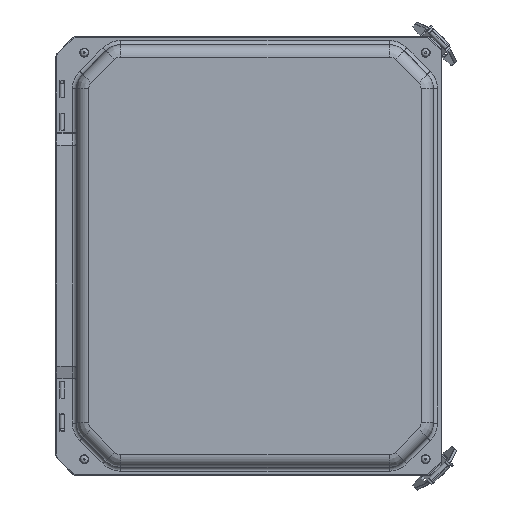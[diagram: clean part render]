
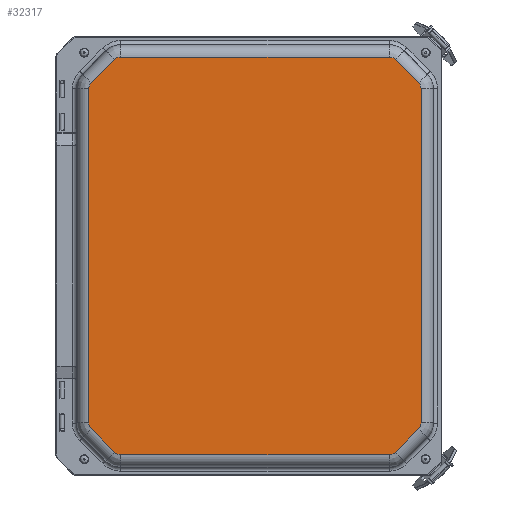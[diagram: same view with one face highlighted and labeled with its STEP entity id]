
A CAD part, top view. The second image highlights one B-rep face of the part: STEP entity #32317.
In plain terms, the highlighted planar face has unit normal (0, 0, 1).
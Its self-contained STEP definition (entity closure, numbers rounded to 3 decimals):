
#4274=LINE($,#71966,#6383);
#4277=LINE($,#71973,#6386);
#4278=LINE($,#72002,#6387);
#4279=LINE($,#72006,#6388);
#4280=LINE($,#72036,#6389);
#4282=LINE($,#72042,#6391);
#4283=LINE($,#72071,#6392);
#4284=LINE($,#72075,#6393);
#6383=VECTOR($,#45175,8.235);
#6386=VECTOR($,#45182,1.013);
#6387=VECTOR($,#45197,1.013);
#6388=VECTOR($,#45202,10.237);
#6389=VECTOR($,#45217,10.237);
#6391=VECTOR($,#45223,1.013);
#6392=VECTOR($,#45238,1.013);
#6393=VECTOR($,#45243,8.235);
#7164=PLANE($,#36053);
#9192=FACE_OUTER_BOUND($,#11332,.T.);
#11332=EDGE_LOOP($,(#29027,#29028,#29029,#29030,#29031,#29032,#29033,#29034,
#29035,#29036,#29037,#29038,#29039,#29040,#29041,#29042));
#13004=CIRCLE($,#36016,0.254);
#13010=CIRCLE($,#36024,0.254);
#13013=CIRCLE($,#36027,0.254);
#13017=CIRCLE($,#36033,0.254);
#13020=CIRCLE($,#36036,0.254);
#13024=CIRCLE($,#36042,0.254);
#13027=CIRCLE($,#36045,0.254);
#13030=CIRCLE($,#36050,0.254);
#15670=VERTEX_POINT($,#71956);
#15671=VERTEX_POINT($,#71958);
#15673=VERTEX_POINT($,#71964);
#15674=VERTEX_POINT($,#71969);
#15676=VERTEX_POINT($,#71983);
#15677=VERTEX_POINT($,#71995);
#15678=VERTEX_POINT($,#72000);
#15679=VERTEX_POINT($,#72004);
#15680=VERTEX_POINT($,#72016);
#15681=VERTEX_POINT($,#72028);
#15683=VERTEX_POINT($,#72034);
#15684=VERTEX_POINT($,#72038);
#15686=VERTEX_POINT($,#72052);
#15687=VERTEX_POINT($,#72064);
#15688=VERTEX_POINT($,#72069);
#15689=VERTEX_POINT($,#72073);
#20176=EDGE_CURVE($,#15670,#15671,#13004,.T.);
#20180=EDGE_CURVE($,#15673,#15670,#4274,.T.);
#20184=EDGE_CURVE($,#15671,#15674,#4277,.T.);
#20186=EDGE_CURVE($,#15676,#15673,#13010,.T.);
#20189=EDGE_CURVE($,#15674,#15677,#13013,.T.);
#20191=EDGE_CURVE($,#15678,#15676,#4278,.T.);
#20193=EDGE_CURVE($,#15677,#15679,#4279,.T.);
#20195=EDGE_CURVE($,#15680,#15678,#13017,.T.);
#20198=EDGE_CURVE($,#15679,#15681,#13020,.T.);
#20200=EDGE_CURVE($,#15683,#15680,#4280,.T.);
#20203=EDGE_CURVE($,#15681,#15684,#4282,.T.);
#20205=EDGE_CURVE($,#15686,#15683,#13024,.T.);
#20208=EDGE_CURVE($,#15684,#15687,#13027,.T.);
#20210=EDGE_CURVE($,#15688,#15686,#4283,.T.);
#20212=EDGE_CURVE($,#15687,#15689,#4284,.T.);
#20213=EDGE_CURVE($,#15689,#15688,#13030,.T.);
#29027=ORIENTED_EDGE($,*,*,#20176,.F.);
#29028=ORIENTED_EDGE($,*,*,#20180,.F.);
#29029=ORIENTED_EDGE($,*,*,#20186,.F.);
#29030=ORIENTED_EDGE($,*,*,#20191,.F.);
#29031=ORIENTED_EDGE($,*,*,#20195,.F.);
#29032=ORIENTED_EDGE($,*,*,#20200,.F.);
#29033=ORIENTED_EDGE($,*,*,#20205,.F.);
#29034=ORIENTED_EDGE($,*,*,#20210,.F.);
#29035=ORIENTED_EDGE($,*,*,#20213,.F.);
#29036=ORIENTED_EDGE($,*,*,#20212,.F.);
#29037=ORIENTED_EDGE($,*,*,#20208,.F.);
#29038=ORIENTED_EDGE($,*,*,#20203,.F.);
#29039=ORIENTED_EDGE($,*,*,#20198,.F.);
#29040=ORIENTED_EDGE($,*,*,#20193,.F.);
#29041=ORIENTED_EDGE($,*,*,#20189,.F.);
#29042=ORIENTED_EDGE($,*,*,#20184,.F.);
#32317=ADVANCED_FACE($,(#9192),#7164,.T.);
#36016=AXIS2_PLACEMENT_3D($,#71959,#45165,#45166);
#36024=AXIS2_PLACEMENT_3D($,#71985,#45185,#45186);
#36027=AXIS2_PLACEMENT_3D($,#71998,#45191,#45192);
#36033=AXIS2_PLACEMENT_3D($,#72018,#45205,#45206);
#36036=AXIS2_PLACEMENT_3D($,#72032,#45211,#45212);
#36042=AXIS2_PLACEMENT_3D($,#72054,#45226,#45227);
#36045=AXIS2_PLACEMENT_3D($,#72067,#45232,#45233);
#36050=AXIS2_PLACEMENT_3D($,#72085,#45244,#45245);
#36053=AXIS2_PLACEMENT_3D($,#72090,#45252,#45253);
#45165=DIRECTION('center_axis',(0.,0.,-1.));
#45166=DIRECTION('ref_axis',(-0.383,-0.924,0.));
#45175=DIRECTION($,(-1.,0.,0.));
#45182=DIRECTION($,(-0.707,0.707,0.));
#45185=DIRECTION('center_axis',(0.,0.,-1.));
#45186=DIRECTION('ref_axis',(0.383,-0.924,0.));
#45191=DIRECTION('center_axis',(0.,0.,-1.));
#45192=DIRECTION('ref_axis',(-0.924,-0.383,0.));
#45197=DIRECTION($,(-0.707,-0.707,0.));
#45202=DIRECTION($,(0.,1.,0.));
#45205=DIRECTION('center_axis',(0.,0.,-1.));
#45206=DIRECTION('ref_axis',(0.924,-0.383,0.));
#45211=DIRECTION('center_axis',(0.,0.,-1.));
#45212=DIRECTION('ref_axis',(-0.924,0.383,0.));
#45217=DIRECTION($,(0.,-1.,0.));
#45223=DIRECTION($,(0.707,0.707,0.));
#45226=DIRECTION('center_axis',(0.,0.,-1.));
#45227=DIRECTION('ref_axis',(0.924,0.383,0.));
#45232=DIRECTION('center_axis',(0.,0.,-1.));
#45233=DIRECTION('ref_axis',(-0.383,0.924,0.));
#45238=DIRECTION($,(0.707,-0.707,0.));
#45243=DIRECTION($,(1.,0.,0.));
#45244=DIRECTION('center_axis',(0.,0.,-1.));
#45245=DIRECTION('ref_axis',(0.383,0.924,0.));
#45252=DIRECTION('center_axis',(0.,0.,1.));
#45253=DIRECTION('ref_axis',(1.,0.,0.));
#71956=CARTESIAN_POINT('',(-3.929,-6.089,1.));
#71958=CARTESIAN_POINT('',(-4.109,-6.015,1.));
#71959=CARTESIAN_POINT('Origin',(-3.929,-5.835,1.));
#71964=CARTESIAN_POINT('',(4.306,-6.089,1.));
#71966=CARTESIAN_POINT($,(4.306,-6.089,1.));
#71969=CARTESIAN_POINT('',(-4.825,-5.298,1.));
#71973=CARTESIAN_POINT($,(-4.109,-6.015,1.));
#71983=CARTESIAN_POINT('',(4.486,-6.015,1.));
#71985=CARTESIAN_POINT('Origin',(4.306,-5.835,1.));
#71995=CARTESIAN_POINT('',(-4.899,-5.119,1.));
#71998=CARTESIAN_POINT('Origin',(-4.645,-5.119,1.));
#72000=CARTESIAN_POINT('',(5.202,-5.298,1.));
#72002=CARTESIAN_POINT($,(5.202,-5.298,1.));
#72004=CARTESIAN_POINT('',(-4.899,5.119,1.));
#72006=CARTESIAN_POINT($,(-4.899,-5.119,1.));
#72016=CARTESIAN_POINT('',(5.276,-5.119,1.));
#72018=CARTESIAN_POINT('Origin',(5.023,-5.119,1.));
#72028=CARTESIAN_POINT('',(-4.825,5.298,1.));
#72032=CARTESIAN_POINT('Origin',(-4.645,5.119,1.));
#72034=CARTESIAN_POINT('',(5.276,5.119,1.));
#72036=CARTESIAN_POINT($,(5.276,5.119,1.));
#72038=CARTESIAN_POINT('',(-4.109,6.015,1.));
#72042=CARTESIAN_POINT($,(-4.825,5.298,1.));
#72052=CARTESIAN_POINT('',(5.202,5.298,1.));
#72054=CARTESIAN_POINT('Origin',(5.022,5.119,1.));
#72064=CARTESIAN_POINT('',(-3.929,6.089,1.));
#72067=CARTESIAN_POINT('Origin',(-3.929,5.835,1.));
#72069=CARTESIAN_POINT('',(4.486,6.015,1.));
#72071=CARTESIAN_POINT($,(4.486,6.015,1.));
#72073=CARTESIAN_POINT('',(4.306,6.089,1.));
#72075=CARTESIAN_POINT($,(-3.929,6.089,1.));
#72085=CARTESIAN_POINT('Origin',(4.306,5.835,1.));
#72090=CARTESIAN_POINT('Origin',(0.189,0.,1.));
